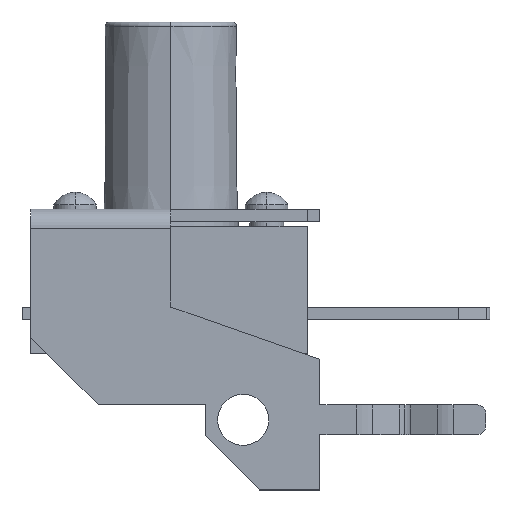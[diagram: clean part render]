
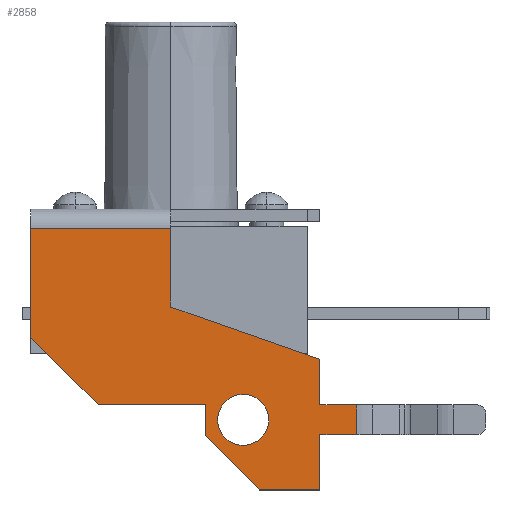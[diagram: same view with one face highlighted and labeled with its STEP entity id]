
A CAD part, left-side view. The second image highlights one B-rep face of the part: STEP entity #2858.
In plain terms, the highlighted planar face has unit normal (-1, 0, 0).
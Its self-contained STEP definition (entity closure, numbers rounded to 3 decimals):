
#23 = LINE ( 'NONE', #2732, #3859 ) ;
#26 = CARTESIAN_POINT ( 'NONE',  ( -3.7, 1.412, -1.65 ) ) ;
#70 = VERTEX_POINT ( 'NONE', #4368 ) ;
#90 = EDGE_CURVE ( 'NONE', #1765, #70, #1335, .T. ) ;
#93 = CARTESIAN_POINT ( 'NONE',  ( -3.7, 3.5, 2.65 ) ) ;
#106 = LINE ( 'NONE', #1198, #3940 ) ;
#130 = CARTESIAN_POINT ( 'NONE',  ( -3.7, 6.8, 1.94 ) ) ;
#148 = DIRECTION ( 'NONE',  ( 0., 0., -1. ) ) ;
#168 = LINE ( 'NONE', #4522, #4014 ) ;
#178 = EDGE_CURVE ( 'NONE', #1611, #820, #1036, .T. ) ;
#316 = CARTESIAN_POINT ( 'NONE',  ( -3.7, 0., 0.35 ) ) ;
#350 = CARTESIAN_POINT ( 'NONE',  ( -3.7, 5.21, 0.35 ) ) ;
#364 = DIRECTION ( 'NONE',  ( 0., 0., -1. ) ) ;
#368 = VERTEX_POINT ( 'NONE', #130 ) ;
#400 = EDGE_LOOP ( 'NONE', ( #2499, #1032 ) ) ;
#416 = ORIENTED_EDGE ( 'NONE', *, *, #90, .F. ) ;
#430 = ORIENTED_EDGE ( 'NONE', *, *, #1662, .T. ) ;
#495 = EDGE_CURVE ( 'NONE', #368, #1765, #3026, .T. ) ;
#524 = VERTEX_POINT ( 'NONE', #637 ) ;
#528 = ORIENTED_EDGE ( 'NONE', *, *, #1869, .T. ) ;
#637 = CARTESIAN_POINT ( 'NONE',  ( -3.7, 3.5, 2.65 ) ) ;
#759 = DIRECTION ( 'NONE',  ( 0., -1., 0. ) ) ;
#820 = VERTEX_POINT ( 'NONE', #1003 ) ;
#849 = VERTEX_POINT ( 'NONE', #3624 ) ;
#860 = CARTESIAN_POINT ( 'NONE',  ( -3.7, -0.868, -0.35 ) ) ;
#862 = AXIS2_PLACEMENT_3D ( 'NONE', #4140, #1886, #4518 ) ;
#866 = EDGE_CURVE ( 'NONE', #1949, #1245, #4542, .T. ) ;
#891 = FACE_OUTER_BOUND ( 'NONE', #3364, .T. ) ;
#899 = EDGE_CURVE ( 'NONE', #368, #2215, #3535, .T. ) ;
#1003 = CARTESIAN_POINT ( 'NONE',  ( -3.7, 1.8, -0.6 ) ) ;
#1032 = ORIENTED_EDGE ( 'NONE', *, *, #178, .T. ) ;
#1036 = CIRCLE ( 'NONE', #862, 0.6 ) ;
#1047 = DIRECTION ( 'NONE',  ( 0., -0.707, -0.707 ) ) ;
#1056 = EDGE_CURVE ( 'NONE', #2215, #2462, #4700, .T. ) ;
#1152 = DIRECTION ( 'NONE',  ( 0., -1., 0. ) ) ;
#1159 = VECTOR ( 'NONE', #2500, 1000. ) ;
#1164 = ORIENTED_EDGE ( 'NONE', *, *, #1489, .T. ) ;
#1173 = ORIENTED_EDGE ( 'NONE', *, *, #1696, .T. ) ;
#1198 = CARTESIAN_POINT ( 'NONE',  ( -3.7, 2.682, -0.38 ) ) ;
#1225 = VECTOR ( 'NONE', #1786, 1000. ) ;
#1245 = VERTEX_POINT ( 'NONE', #1327 ) ;
#1327 = CARTESIAN_POINT ( 'NONE',  ( -3.7, 0., -0.35 ) ) ;
#1335 = LINE ( 'NONE', #2035, #1225 ) ;
#1394 = CARTESIAN_POINT ( 'NONE',  ( -3.7, 0., 0.35 ) ) ;
#1397 = EDGE_CURVE ( 'NONE', #1896, #2859, #4502, .T. ) ;
#1489 = EDGE_CURVE ( 'NONE', #4158, #2859, #168, .T. ) ;
#1509 = VECTOR ( 'NONE', #3296, 1000. ) ;
#1547 = ORIENTED_EDGE ( 'NONE', *, *, #1397, .F. ) ;
#1553 = EDGE_CURVE ( 'NONE', #1896, #2974, #3789, .T. ) ;
#1581 = EDGE_CURVE ( 'NONE', #1245, #4158, #2685, .T. ) ;
#1611 = VERTEX_POINT ( 'NONE', #3393 ) ;
#1619 = CARTESIAN_POINT ( 'NONE',  ( -3.7, -0.868, 0.35 ) ) ;
#1654 = ORIENTED_EDGE ( 'NONE', *, *, #4533, .T. ) ;
#1662 = EDGE_CURVE ( 'NONE', #849, #2095, #106, .T. ) ;
#1664 = VECTOR ( 'NONE', #759, 1000. ) ;
#1674 = CARTESIAN_POINT ( 'NONE',  ( -3.7, 6.8, 4.5 ) ) ;
#1696 = EDGE_CURVE ( 'NONE', #2974, #524, #2961, .T. ) ;
#1708 = CARTESIAN_POINT ( 'NONE',  ( -3.7, 6.8, -1.65 ) ) ;
#1714 = AXIS2_PLACEMENT_3D ( 'NONE', #2008, #2402, #148 ) ;
#1753 = FACE_BOUND ( 'NONE', #400, .T. ) ;
#1755 = CARTESIAN_POINT ( 'NONE',  ( -3.7, 0., -1.65 ) ) ;
#1765 = VERTEX_POINT ( 'NONE', #1674 ) ;
#1778 = ORIENTED_EDGE ( 'NONE', *, *, #899, .T. ) ;
#1785 = CARTESIAN_POINT ( 'NONE',  ( -3.7, 6.8, 1.94 ) ) ;
#1786 = DIRECTION ( 'NONE',  ( 0., -1., 0. ) ) ;
#1835 = VECTOR ( 'NONE', #1152, 1000. ) ;
#1869 = EDGE_CURVE ( 'NONE', #2462, #849, #4139, .T. ) ;
#1886 = DIRECTION ( 'NONE',  ( 1., 0., 0. ) ) ;
#1896 = VERTEX_POINT ( 'NONE', #1394 ) ;
#1949 = VERTEX_POINT ( 'NONE', #1755 ) ;
#2008 = CARTESIAN_POINT ( 'NONE',  ( -3.7, 6.8, -1.65 ) ) ;
#2035 = CARTESIAN_POINT ( 'NONE',  ( -3.7, 6.8, 4.5 ) ) ;
#2095 = VERTEX_POINT ( 'NONE', #26 ) ;
#2106 = CARTESIAN_POINT ( 'NONE',  ( -3.7, 2.682, 0.35 ) ) ;
#2140 = CIRCLE ( 'NONE', #4582, 0.6 ) ;
#2143 = ORIENTED_EDGE ( 'NONE', *, *, #2819, .T. ) ;
#2149 = CARTESIAN_POINT ( 'NONE',  ( -3.7, 0., -1.65 ) ) ;
#2215 = VERTEX_POINT ( 'NONE', #350 ) ;
#2240 = EDGE_CURVE ( 'NONE', #820, #1611, #2140, .T. ) ;
#2249 = DIRECTION ( 'NONE',  ( 0., 0., 1. ) ) ;
#2264 = CARTESIAN_POINT ( 'NONE',  ( -3.7, 0., -0.35 ) ) ;
#2402 = DIRECTION ( 'NONE',  ( 1., 0., 0. ) ) ;
#2460 = CARTESIAN_POINT ( 'NONE',  ( -3.7, 0., 1.425 ) ) ;
#2462 = VERTEX_POINT ( 'NONE', #3848 ) ;
#2473 = DIRECTION ( 'NONE',  ( 0., 0., 1. ) ) ;
#2499 = ORIENTED_EDGE ( 'NONE', *, *, #2240, .T. ) ;
#2500 = DIRECTION ( 'NONE',  ( 0., 0., -1. ) ) ;
#2572 = ORIENTED_EDGE ( 'NONE', *, *, #1581, .T. ) ;
#2601 = DIRECTION ( 'NONE',  ( 1., 0., 0. ) ) ;
#2685 = LINE ( 'NONE', #2264, #1664 ) ;
#2732 = CARTESIAN_POINT ( 'NONE',  ( -3.7, 6.8, -1.65 ) ) ;
#2794 = VECTOR ( 'NONE', #3735, 1000. ) ;
#2819 = EDGE_CURVE ( 'NONE', #2095, #1949, #23, .T. ) ;
#2858 = ADVANCED_FACE ( 'NONE', ( #1753, #891 ), #4246, .F. ) ;
#2859 = VERTEX_POINT ( 'NONE', #1619 ) ;
#2891 = DIRECTION ( 'NONE',  ( 0., 0., 1. ) ) ;
#2931 = LINE ( 'NONE', #3699, #4800 ) ;
#2961 = LINE ( 'NONE', #93, #3835 ) ;
#2974 = VERTEX_POINT ( 'NONE', #2460 ) ;
#3026 = LINE ( 'NONE', #1708, #4769 ) ;
#3266 = ORIENTED_EDGE ( 'NONE', *, *, #1056, .T. ) ;
#3296 = DIRECTION ( 'NONE',  ( 0., -1., 0. ) ) ;
#3358 = ORIENTED_EDGE ( 'NONE', *, *, #495, .F. ) ;
#3364 = EDGE_LOOP ( 'NONE', ( #528, #430, #2143, #3742, #2572, #1164, #1547, #4389, #1173, #1654, #416, #3358, #1778, #3266 ) ) ;
#3393 = CARTESIAN_POINT ( 'NONE',  ( -3.7, 1.8, 0.6 ) ) ;
#3424 = DIRECTION ( 'NONE',  ( 0., -0.707, -0.707 ) ) ;
#3535 = LINE ( 'NONE', #1785, #4295 ) ;
#3624 = CARTESIAN_POINT ( 'NONE',  ( -3.7, 2.682, -0.38 ) ) ;
#3699 = CARTESIAN_POINT ( 'NONE',  ( -3.7, 3.5, 4.65 ) ) ;
#3710 = CARTESIAN_POINT ( 'NONE',  ( -3.7, 0., -1.65 ) ) ;
#3735 = DIRECTION ( 'NONE',  ( 0., 0., 1. ) ) ;
#3742 = ORIENTED_EDGE ( 'NONE', *, *, #866, .T. ) ;
#3762 = CARTESIAN_POINT ( 'NONE',  ( -3.7, 5.21, 0.35 ) ) ;
#3789 = LINE ( 'NONE', #3710, #2794 ) ;
#3835 = VECTOR ( 'NONE', #4197, 1000. ) ;
#3845 = DIRECTION ( 'NONE',  ( 0., -1., 0. ) ) ;
#3848 = CARTESIAN_POINT ( 'NONE',  ( -3.7, 2.682, 0.35 ) ) ;
#3859 = VECTOR ( 'NONE', #3845, 1000. ) ;
#3940 = VECTOR ( 'NONE', #3424, 1000. ) ;
#4014 = VECTOR ( 'NONE', #4815, 1000. ) ;
#4139 = LINE ( 'NONE', #2106, #1159 ) ;
#4140 = CARTESIAN_POINT ( 'NONE',  ( -3.7, 1.8, 0. ) ) ;
#4158 = VERTEX_POINT ( 'NONE', #860 ) ;
#4197 = DIRECTION ( 'NONE',  ( 0., 0.944, 0.33 ) ) ;
#4246 = PLANE ( 'NONE',  #1714 ) ;
#4295 = VECTOR ( 'NONE', #1047, 1000. ) ;
#4368 = CARTESIAN_POINT ( 'NONE',  ( -3.7, 3.5, 4.5 ) ) ;
#4389 = ORIENTED_EDGE ( 'NONE', *, *, #1553, .T. ) ;
#4502 = LINE ( 'NONE', #316, #1509 ) ;
#4518 = DIRECTION ( 'NONE',  ( 0., 0., -1. ) ) ;
#4522 = CARTESIAN_POINT ( 'NONE',  ( -3.7, -0.868, -0.35 ) ) ;
#4533 = EDGE_CURVE ( 'NONE', #524, #70, #2931, .T. ) ;
#4542 = LINE ( 'NONE', #2149, #4648 ) ;
#4582 = AXIS2_PLACEMENT_3D ( 'NONE', #4832, #2601, #364 ) ;
#4648 = VECTOR ( 'NONE', #2891, 1000. ) ;
#4700 = LINE ( 'NONE', #3762, #1835 ) ;
#4769 = VECTOR ( 'NONE', #2473, 1000. ) ;
#4800 = VECTOR ( 'NONE', #2249, 1000. ) ;
#4815 = DIRECTION ( 'NONE',  ( 0., 0., 1. ) ) ;
#4832 = CARTESIAN_POINT ( 'NONE',  ( -3.7, 1.8, 0. ) ) ;
